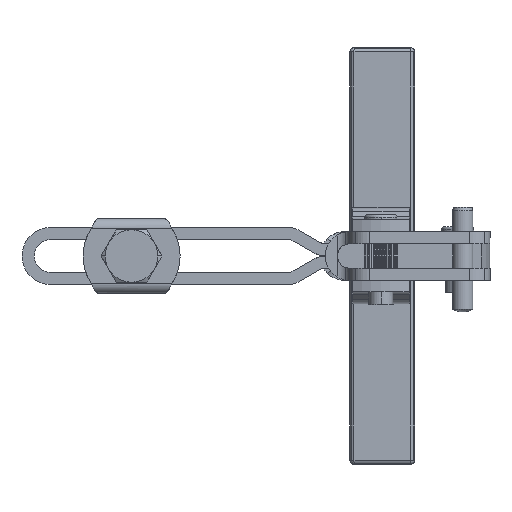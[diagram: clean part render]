
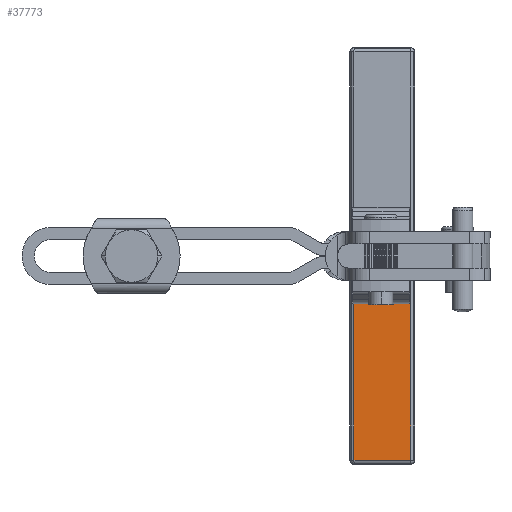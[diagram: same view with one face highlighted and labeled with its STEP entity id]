
A CAD part, front view. The second image highlights one B-rep face of the part: STEP entity #37773.
In plain terms, the highlighted planar face has unit normal (-0.004, -1, 0).
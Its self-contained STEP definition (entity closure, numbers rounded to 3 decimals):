
#101=CARTESIAN_POINT('',(-2.787,74.525,-56.922));
#102=VERTEX_POINT('',#101);
#110=CARTESIAN_POINT('',(-2.787,74.525,-11.422));
#111=VERTEX_POINT('',#110);
#112=CARTESIAN_POINT('',(-2.787,74.525,-56.922));
#113=DIRECTION('',(0.0,0.0,1.0));
#114=VECTOR('',#113,45.5);
#115=LINE('',#112,#114);
#116=EDGE_CURVE('',#102,#111,#115,.T.);
#223=CARTESIAN_POINT('',(11.213,74.472,-11.422));
#224=VERTEX_POINT('',#223);
#232=CARTESIAN_POINT('',(11.213,74.472,-56.922));
#233=VERTEX_POINT('',#232);
#234=CARTESIAN_POINT('',(11.213,74.472,-11.422));
#235=DIRECTION('',(0.0,0.0,-1.0));
#236=VECTOR('',#235,45.5);
#237=LINE('',#234,#236);
#238=EDGE_CURVE('',#224,#233,#237,.T.);
#272=CARTESIAN_POINT('',(11.213,74.472,-56.922));
#273=DIRECTION('',(-1.,0.004,0.));
#274=VECTOR('',#273,14.);
#275=LINE('',#272,#274);
#276=EDGE_CURVE('',#233,#102,#275,.T.);
#37757=CARTESIAN_POINT('',(12.212,74.468,-74.674));
#37758=DIRECTION('',(0.004,1.,0.));
#37759=DIRECTION('',(0.0,0.0,-1.0));
#37760=AXIS2_PLACEMENT_3D('',#37757,#37758,#37759);
#37761=PLANE('',#37760);
#37762=ORIENTED_EDGE('',*,*,#238,.F.);
#37763=CARTESIAN_POINT('',(-2.787,74.525,-11.422));
#37764=DIRECTION('',(1.,-0.004,0.));
#37765=VECTOR('',#37764,14.);
#37766=LINE('',#37763,#37765);
#37767=EDGE_CURVE('',#111,#224,#37766,.T.);
#37768=ORIENTED_EDGE('',*,*,#37767,.F.);
#37769=ORIENTED_EDGE('',*,*,#116,.F.);
#37770=ORIENTED_EDGE('',*,*,#276,.F.);
#37771=EDGE_LOOP('',(#37762,#37768,#37769,#37770));
#37772=FACE_OUTER_BOUND('',#37771,.T.);
#37773=ADVANCED_FACE('',(#37772),#37761,.F.);
